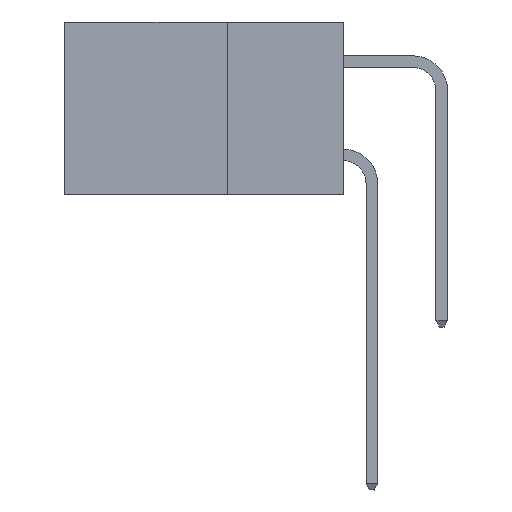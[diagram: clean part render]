
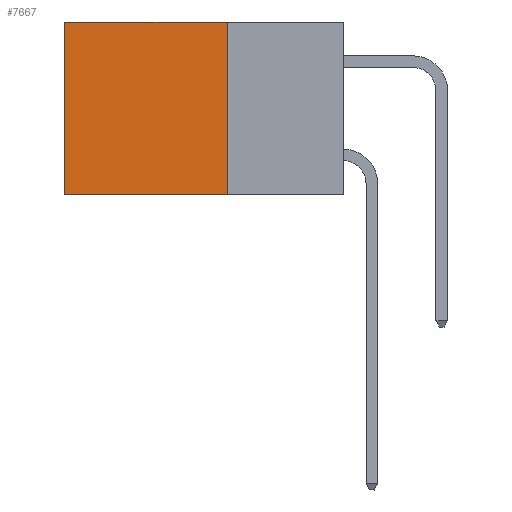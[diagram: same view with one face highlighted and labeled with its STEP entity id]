
A CAD part, left-side view. The second image highlights one B-rep face of the part: STEP entity #7667.
In plain terms, the highlighted planar face has unit normal (-1, 0, 0).
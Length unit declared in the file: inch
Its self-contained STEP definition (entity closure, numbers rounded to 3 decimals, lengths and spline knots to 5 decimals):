
#425 = LINE ( 'NONE', #24556, #16233 ) ;
#1956 = VERTEX_POINT ( 'NONE', #9132 ) ;
#2373 = PLANE ( 'NONE',  #22784 ) ;
#3627 = DIRECTION ( 'NONE',  ( 0., 1., 0. ) ) ;
#4700 = LINE ( 'NONE', #18621, #20437 ) ;
#5685 = ORIENTED_EDGE ( 'NONE', *, *, #14146, .T. ) ;
#6053 = LINE ( 'NONE', #25266, #16258 ) ;
#6357 = DIRECTION ( 'NONE',  ( 0., 1., 0. ) ) ;
#6413 = ORIENTED_EDGE ( 'NONE', *, *, #18856, .F. ) ;
#6567 = CARTESIAN_POINT ( 'NONE',  ( 0.298, 0.6, -0.37 ) ) ;
#7248 = EDGE_LOOP ( 'NONE', ( #20359, #6413, #14327, #5685 ) ) ;
#7667 = ADVANCED_FACE ( 'NONE', ( #8396 ), #2373, .F. ) ;
#8396 = FACE_OUTER_BOUND ( 'NONE', #7248, .T. ) ;
#8722 = CARTESIAN_POINT ( 'NONE',  ( 0.298, 0.25, 0. ) ) ;
#9024 = LINE ( 'NONE', #18025, #24589 ) ;
#9132 = CARTESIAN_POINT ( 'NONE',  ( 0.298, 0.25, -0.37 ) ) ;
#10770 = DIRECTION ( 'NONE',  ( 0., 0., -1. ) ) ;
#12942 = CARTESIAN_POINT ( 'NONE',  ( 0.298, 0.6, 0. ) ) ;
#13573 = VERTEX_POINT ( 'NONE', #6567 ) ;
#13960 = VERTEX_POINT ( 'NONE', #20051 ) ;
#14108 = EDGE_CURVE ( 'NONE', #13960, #1956, #425, .T. ) ;
#14146 = EDGE_CURVE ( 'NONE', #13960, #16168, #4700, .T. ) ;
#14327 = ORIENTED_EDGE ( 'NONE', *, *, #14108, .F. ) ;
#16168 = VERTEX_POINT ( 'NONE', #12942 ) ;
#16233 = VECTOR ( 'NONE', #26584, 39.37008 ) ;
#16258 = VECTOR ( 'NONE', #17240, 39.37008 ) ;
#17240 = DIRECTION ( 'NONE',  ( 0., 0., -1. ) ) ;
#18025 = CARTESIAN_POINT ( 'NONE',  ( 0.298, 0.25, -0.37 ) ) ;
#18621 = CARTESIAN_POINT ( 'NONE',  ( 0.298, 0.25, 0. ) ) ;
#18856 = EDGE_CURVE ( 'NONE', #1956, #13573, #9024, .T. ) ;
#20051 = CARTESIAN_POINT ( 'NONE',  ( 0.298, 0.25, 0. ) ) ;
#20359 = ORIENTED_EDGE ( 'NONE', *, *, #26243, .T. ) ;
#20437 = VECTOR ( 'NONE', #6357, 39.37008 ) ;
#22784 = AXIS2_PLACEMENT_3D ( 'NONE', #8722, #22932, #10770 ) ;
#22932 = DIRECTION ( 'NONE',  ( 1., 0., 0. ) ) ;
#24556 = CARTESIAN_POINT ( 'NONE',  ( 0.298, 0.25, 0. ) ) ;
#24589 = VECTOR ( 'NONE', #3627, 39.37008 ) ;
#25266 = CARTESIAN_POINT ( 'NONE',  ( 0.298, 0.6, 0. ) ) ;
#26243 = EDGE_CURVE ( 'NONE', #16168, #13573, #6053, .T. ) ;
#26584 = DIRECTION ( 'NONE',  ( 0., 0., -1. ) ) ;
